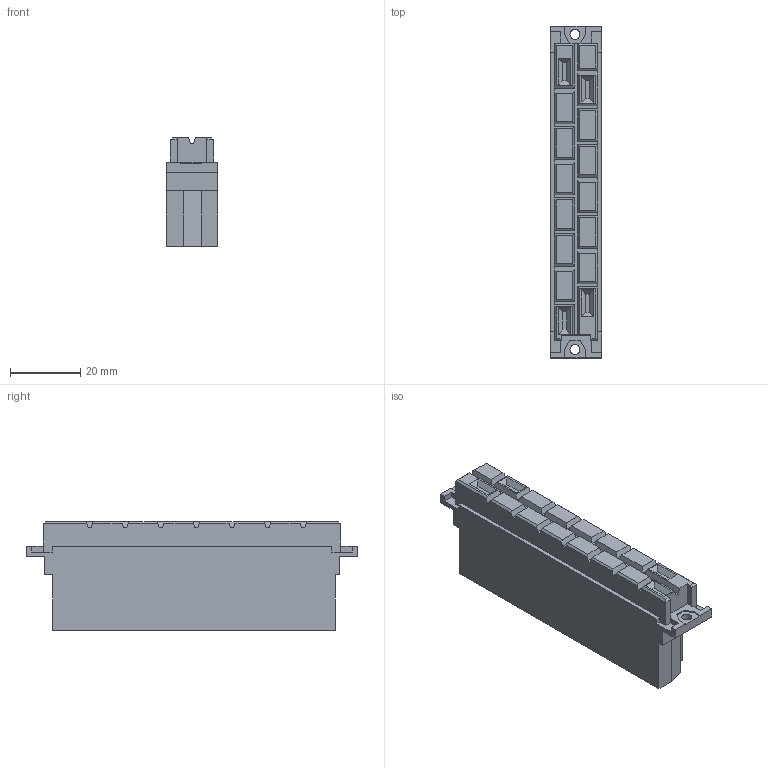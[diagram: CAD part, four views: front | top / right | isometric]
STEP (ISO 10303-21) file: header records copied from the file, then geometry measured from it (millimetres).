
FILE_DESCRIPTION(/* description */ (''),/* implementation_level */ '2;1');
FILE_NAME(/* name */ 'HARTING_09 06 215 2811.stp',/* time_stamp */ '2015-11-27T14:12:43+01:00',/* author */ ('bcivel'),/* organization */ (''),/* preprocessor_version */ 'ST-DEVELOPER v15.5',/* originating_system */ 'AutoCAD Mechanical',/* authorisation */ '');
FILE_SCHEMA (('AUTOMOTIVE_DESIGN { 1 0 10303 214 3 1 1 }'));
Length unit declared in the file: millimetre
Products named in the file (1): Product
Bounding box: 14.7 x 94.75 x 30.92 mm (x, y, z)
Volume: 27064.7 mm3; surface area: 14508.4 mm2
Topology: 1 solids, 1 shells, 289 faces, 788 edges, 524 vertices
Faces by surface type: plane 287, cylinder 2
Full cylindrical faces by diameter (mm): 2.85 x2
Entity records: 8964 total; most frequent: CARTESIAN_POINT 1600, ORIENTED_EDGE 1572, DIRECTION 1370, EDGE_CURVE 786, LINE 782, VECTOR 782, VERTEX_POINT 524, EDGE_LOOP 318
